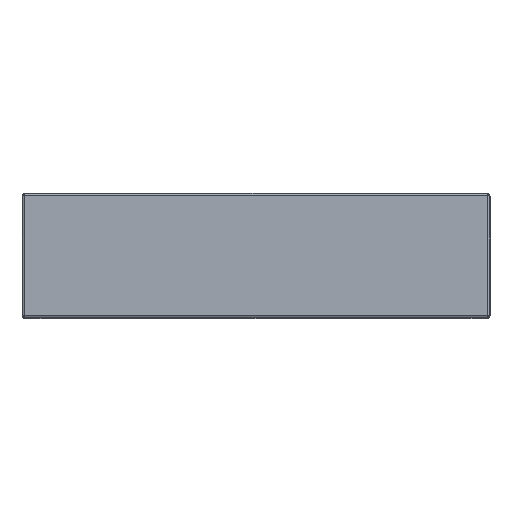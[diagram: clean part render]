
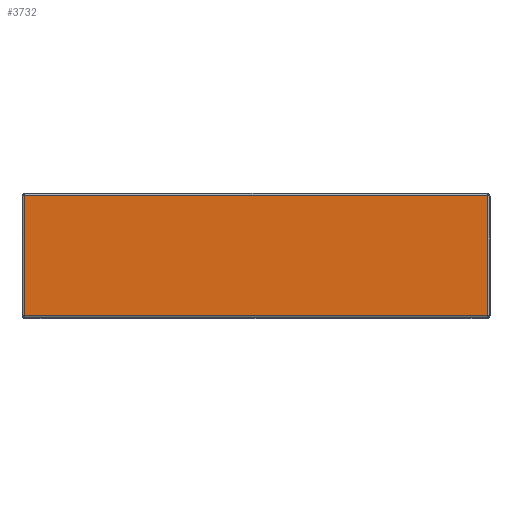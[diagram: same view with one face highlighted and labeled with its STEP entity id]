
A CAD part, top view. The second image highlights one B-rep face of the part: STEP entity #3732.
In plain terms, the highlighted face is planar.
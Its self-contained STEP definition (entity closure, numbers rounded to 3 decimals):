
#168 = CARTESIAN_POINT ( 'NONE',  ( -391., -101., -395. ) ) ;
#271 = DIRECTION ( 'NONE',  ( -1., 0., 0. ) ) ;
#308 = CARTESIAN_POINT ( 'NONE',  ( 391., -101., -395. ) ) ;
#984 = EDGE_CURVE ( 'NONE', #1483, #4652, #3881, .T. ) ;
#1002 = ORIENTED_EDGE ( 'NONE', *, *, #2193, .T. ) ;
#1203 = DIRECTION ( 'NONE',  ( 1., 0., 0. ) ) ;
#1264 = VECTOR ( 'NONE', #2838, 1000. ) ;
#1394 = EDGE_CURVE ( 'NONE', #1876, #4652, #2244, .T. ) ;
#1474 = CARTESIAN_POINT ( 'NONE',  ( -391., 101., -395. ) ) ;
#1483 = VERTEX_POINT ( 'NONE', #308 ) ;
#1622 = CARTESIAN_POINT ( 'NONE',  ( 391., 101., -395. ) ) ;
#1649 = FACE_OUTER_BOUND ( 'NONE', #3471, .T. ) ;
#1876 = VERTEX_POINT ( 'NONE', #4284 ) ;
#1977 = LINE ( 'NONE', #1622, #3497 ) ;
#2045 = DIRECTION ( 'NONE',  ( 0., -1., 0. ) ) ;
#2193 = EDGE_CURVE ( 'NONE', #4667, #1483, #1977, .T. ) ;
#2244 = LINE ( 'NONE', #3125, #3831 ) ;
#2356 = AXIS2_PLACEMENT_3D ( 'NONE', #4073, #2875, #1203 ) ;
#2528 = ORIENTED_EDGE ( 'NONE', *, *, #4757, .F. ) ;
#2838 = DIRECTION ( 'NONE',  ( -1., 0., 0. ) ) ;
#2875 = DIRECTION ( 'NONE',  ( 0., 0., 1. ) ) ;
#3125 = CARTESIAN_POINT ( 'NONE',  ( -391., 101., -395. ) ) ;
#3365 = ORIENTED_EDGE ( 'NONE', *, *, #1394, .F. ) ;
#3471 = EDGE_LOOP ( 'NONE', ( #4026, #3365, #2528, #1002 ) ) ;
#3497 = VECTOR ( 'NONE', #2045, 1000. ) ;
#3586 = LINE ( 'NONE', #1474, #4086 ) ;
#3732 = ADVANCED_FACE ( 'NONE', ( #1649 ), #4369, .F. ) ;
#3831 = VECTOR ( 'NONE', #5099, 1000. ) ;
#3881 = LINE ( 'NONE', #5263, #1264 ) ;
#4026 = ORIENTED_EDGE ( 'NONE', *, *, #984, .T. ) ;
#4073 = CARTESIAN_POINT ( 'NONE',  ( -391., 101., -395. ) ) ;
#4086 = VECTOR ( 'NONE', #271, 1000. ) ;
#4284 = CARTESIAN_POINT ( 'NONE',  ( -391., 101., -395. ) ) ;
#4369 = PLANE ( 'NONE',  #2356 ) ;
#4652 = VERTEX_POINT ( 'NONE', #168 ) ;
#4667 = VERTEX_POINT ( 'NONE', #5104 ) ;
#4757 = EDGE_CURVE ( 'NONE', #4667, #1876, #3586, .T. ) ;
#5099 = DIRECTION ( 'NONE',  ( 0., -1., 0. ) ) ;
#5104 = CARTESIAN_POINT ( 'NONE',  ( 391., 101., -395. ) ) ;
#5263 = CARTESIAN_POINT ( 'NONE',  ( -391., -101., -395. ) ) ;
